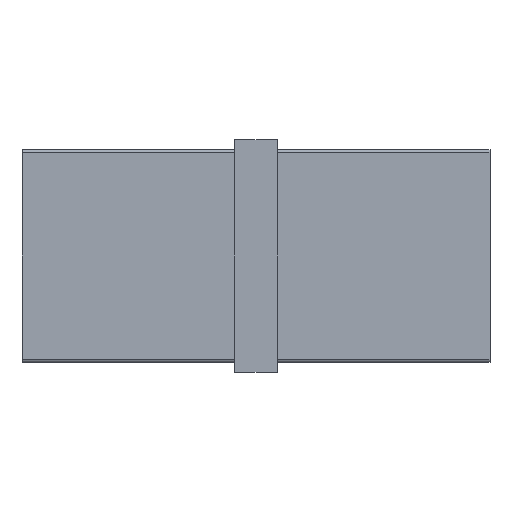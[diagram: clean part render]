
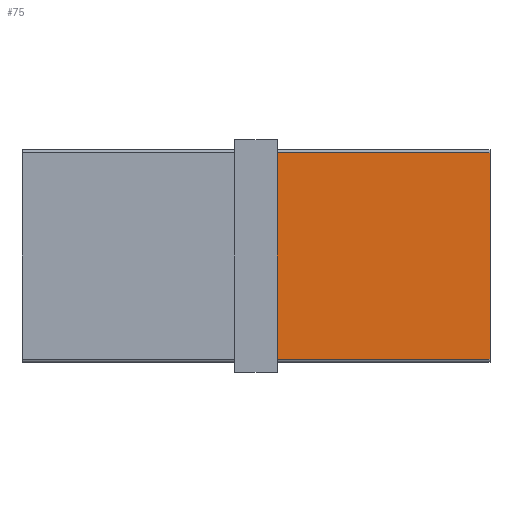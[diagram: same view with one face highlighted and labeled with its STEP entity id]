
A CAD part, left-side view. The second image highlights one B-rep face of the part: STEP entity #75.
In plain terms, the highlighted planar face has unit normal (-1, 0, 0).
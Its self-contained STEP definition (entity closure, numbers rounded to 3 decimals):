
#50=FACE_OUTER_BOUND('',#148,.T.);
#75=ADVANCED_FACE('',(#50),#103,.T.);
#103=PLANE('',#560);
#148=EDGE_LOOP('',(#190,#191,#192,#193));
#190=ORIENTED_EDGE('',*,*,#382,.T.);
#191=ORIENTED_EDGE('',*,*,#383,.T.);
#192=ORIENTED_EDGE('',*,*,#384,.F.);
#193=ORIENTED_EDGE('',*,*,#385,.T.);
#334=VERTEX_POINT('',#772);
#335=VERTEX_POINT('',#773);
#336=VERTEX_POINT('',#775);
#337=VERTEX_POINT('',#777);
#382=EDGE_CURVE('',#334,#335,#450,.T.);
#383=EDGE_CURVE('',#335,#336,#451,.T.);
#384=EDGE_CURVE('',#337,#336,#452,.T.);
#385=EDGE_CURVE('',#337,#334,#453,.T.);
#450=LINE('',#771,#506);
#451=LINE('',#774,#507);
#452=LINE('',#776,#508);
#453=LINE('',#778,#509);
#506=VECTOR('',#619,1.);
#507=VECTOR('',#620,1.);
#508=VECTOR('',#621,1.);
#509=VECTOR('',#622,1.);
#560=AXIS2_PLACEMENT_3D('',#779,#623,#624);
#619=DIRECTION('',(0.,0.,1.));
#620=DIRECTION('',(0.,1.,0.));
#621=DIRECTION('',(0.,0.,1.));
#622=DIRECTION('',(0.,-1.,0.));
#623=DIRECTION('',(-1.,0.,0.));
#624=DIRECTION('',(0.,0.,1.));
#771=CARTESIAN_POINT('',(-10.,-20.,-10.));
#772=CARTESIAN_POINT('',(-10.,-20.,-9.7));
#773=CARTESIAN_POINT('',(-10.,-20.,9.7));
#774=CARTESIAN_POINT('',(-10.,-20.,9.7));
#775=CARTESIAN_POINT('',(-10.,0.,9.7));
#776=CARTESIAN_POINT('',(-10.,0.,-10.));
#777=CARTESIAN_POINT('',(-10.,0.,-9.7));
#778=CARTESIAN_POINT('',(-10.,-20.,-9.7));
#779=CARTESIAN_POINT('',(-10.,-20.,-10.));
